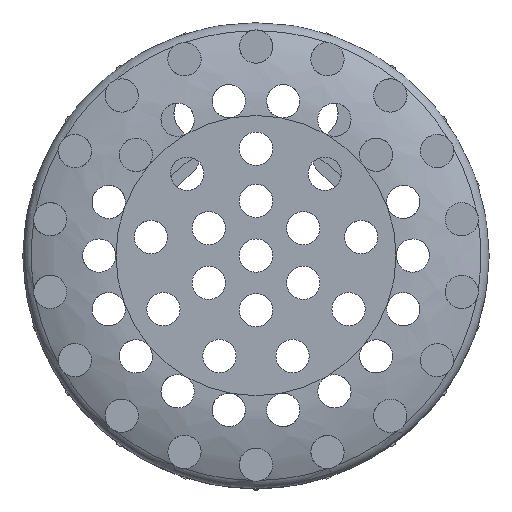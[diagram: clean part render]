
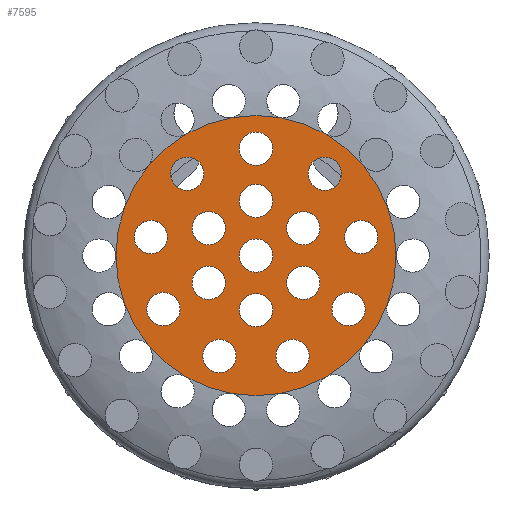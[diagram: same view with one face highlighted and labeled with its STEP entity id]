
A CAD part, top view. The second image highlights one B-rep face of the part: STEP entity #7595.
In plain terms, the highlighted planar face has unit normal (0, 0, 1).
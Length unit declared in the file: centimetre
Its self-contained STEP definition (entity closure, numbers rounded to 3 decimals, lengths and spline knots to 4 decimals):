
#106=FACE_BOUND('',#1292,.T.);
#107=FACE_BOUND('',#1293,.T.);
#108=FACE_BOUND('',#1294,.T.);
#109=FACE_BOUND('',#1295,.T.);
#110=FACE_BOUND('',#1296,.T.);
#111=FACE_BOUND('',#1297,.T.);
#112=FACE_BOUND('',#1298,.T.);
#113=FACE_BOUND('',#1299,.T.);
#114=FACE_BOUND('',#1300,.T.);
#115=FACE_BOUND('',#1301,.T.);
#116=FACE_BOUND('',#1302,.T.);
#117=FACE_BOUND('',#1303,.T.);
#118=FACE_BOUND('',#1304,.T.);
#119=FACE_BOUND('',#1305,.T.);
#120=FACE_BOUND('',#1306,.T.);
#121=FACE_BOUND('',#1307,.T.);
#224=PLANE('',#9441);
#815=FACE_OUTER_BOUND('',#1291,.T.);
#1291=EDGE_LOOP('',(#6938));
#1292=EDGE_LOOP('',(#6939));
#1293=EDGE_LOOP('',(#6940));
#1294=EDGE_LOOP('',(#6941));
#1295=EDGE_LOOP('',(#6942));
#1296=EDGE_LOOP('',(#6943));
#1297=EDGE_LOOP('',(#6944));
#1298=EDGE_LOOP('',(#6945));
#1299=EDGE_LOOP('',(#6946));
#1300=EDGE_LOOP('',(#6947));
#1301=EDGE_LOOP('',(#6948));
#1302=EDGE_LOOP('',(#6949));
#1303=EDGE_LOOP('',(#6950));
#1304=EDGE_LOOP('',(#6951));
#1305=EDGE_LOOP('',(#6952));
#1306=EDGE_LOOP('',(#6953));
#1307=EDGE_LOOP('',(#6954));
#1986=CIRCLE('',#9315,29.4808);
#1988=CIRCLE('',#9321,3.5);
#1990=CIRCLE('',#9324,3.5);
#1996=CIRCLE('',#9337,3.5);
#1998=CIRCLE('',#9342,3.5);
#2000=CIRCLE('',#9345,3.5);
#2002=CIRCLE('',#9348,3.5);
#2004=CIRCLE('',#9351,3.5);
#2006=CIRCLE('',#9354,3.5);
#2008=CIRCLE('',#9357,3.5);
#2010=CIRCLE('',#9360,3.5);
#2012=CIRCLE('',#9363,3.5);
#2014=CIRCLE('',#9368,3.5);
#2016=CIRCLE('',#9371,3.5);
#2018=CIRCLE('',#9375,3.5);
#2020=CIRCLE('',#9379,3.5);
#2022=CIRCLE('',#9382,3.5);
#2777=VERTEX_POINT('',#17761);
#2823=VERTEX_POINT('',#19127);
#2825=VERTEX_POINT('',#19133);
#2837=VERTEX_POINT('',#19371);
#2843=VERTEX_POINT('',#19489);
#2845=VERTEX_POINT('',#19495);
#2847=VERTEX_POINT('',#19501);
#2849=VERTEX_POINT('',#19507);
#2851=VERTEX_POINT('',#19513);
#2853=VERTEX_POINT('',#19519);
#2855=VERTEX_POINT('',#19525);
#2857=VERTEX_POINT('',#19531);
#2863=VERTEX_POINT('',#19645);
#2865=VERTEX_POINT('',#19651);
#2869=VERTEX_POINT('',#19713);
#2873=VERTEX_POINT('',#19775);
#2875=VERTEX_POINT('',#19781);
#4029=EDGE_CURVE('',#2777,#2777,#1986,.T.);
#4089=EDGE_CURVE('',#2823,#2823,#1988,.T.);
#4092=EDGE_CURVE('',#2825,#2825,#1990,.T.);
#4113=EDGE_CURVE('',#2837,#2837,#1996,.T.);
#4122=EDGE_CURVE('',#2843,#2843,#1998,.T.);
#4125=EDGE_CURVE('',#2845,#2845,#2000,.T.);
#4128=EDGE_CURVE('',#2847,#2847,#2002,.T.);
#4131=EDGE_CURVE('',#2849,#2849,#2004,.T.);
#4134=EDGE_CURVE('',#2851,#2851,#2006,.T.);
#4137=EDGE_CURVE('',#2853,#2853,#2008,.T.);
#4140=EDGE_CURVE('',#2855,#2855,#2010,.T.);
#4143=EDGE_CURVE('',#2857,#2857,#2012,.T.);
#4152=EDGE_CURVE('',#2863,#2863,#2014,.T.);
#4155=EDGE_CURVE('',#2865,#2865,#2016,.T.);
#4161=EDGE_CURVE('',#2869,#2869,#2018,.T.);
#4167=EDGE_CURVE('',#2873,#2873,#2020,.T.);
#4170=EDGE_CURVE('',#2875,#2875,#2022,.T.);
#6938=ORIENTED_EDGE('',*,*,#4029,.F.);
#6939=ORIENTED_EDGE('',*,*,#4089,.T.);
#6940=ORIENTED_EDGE('',*,*,#4092,.T.);
#6941=ORIENTED_EDGE('',*,*,#4113,.T.);
#6942=ORIENTED_EDGE('',*,*,#4122,.T.);
#6943=ORIENTED_EDGE('',*,*,#4125,.T.);
#6944=ORIENTED_EDGE('',*,*,#4128,.T.);
#6945=ORIENTED_EDGE('',*,*,#4131,.T.);
#6946=ORIENTED_EDGE('',*,*,#4134,.T.);
#6947=ORIENTED_EDGE('',*,*,#4137,.T.);
#6948=ORIENTED_EDGE('',*,*,#4140,.T.);
#6949=ORIENTED_EDGE('',*,*,#4143,.T.);
#6950=ORIENTED_EDGE('',*,*,#4152,.T.);
#6951=ORIENTED_EDGE('',*,*,#4155,.T.);
#6952=ORIENTED_EDGE('',*,*,#4161,.T.);
#6953=ORIENTED_EDGE('',*,*,#4167,.T.);
#6954=ORIENTED_EDGE('',*,*,#4170,.T.);
#7595=ADVANCED_FACE('',(#815,#106,#107,#108,#109,#110,#111,#112,#113,#114,
#115,#116,#117,#118,#119,#120,#121),#224,.T.);
#9315=AXIS2_PLACEMENT_3D('',#17765,#11261,#11262);
#9321=AXIS2_PLACEMENT_3D('',#19129,#11277,#11278);
#9324=AXIS2_PLACEMENT_3D('',#19135,#11284,#11285);
#9337=AXIS2_PLACEMENT_3D('',#19373,#11315,#11316);
#9342=AXIS2_PLACEMENT_3D('',#19491,#11328,#11329);
#9345=AXIS2_PLACEMENT_3D('',#19497,#11335,#11336);
#9348=AXIS2_PLACEMENT_3D('',#19503,#11342,#11343);
#9351=AXIS2_PLACEMENT_3D('',#19509,#11349,#11350);
#9354=AXIS2_PLACEMENT_3D('',#19515,#11356,#11357);
#9357=AXIS2_PLACEMENT_3D('',#19521,#11363,#11364);
#9360=AXIS2_PLACEMENT_3D('',#19527,#11370,#11371);
#9363=AXIS2_PLACEMENT_3D('',#19533,#11377,#11378);
#9368=AXIS2_PLACEMENT_3D('',#19647,#11390,#11391);
#9371=AXIS2_PLACEMENT_3D('',#19653,#11397,#11398);
#9375=AXIS2_PLACEMENT_3D('',#19715,#11407,#11408);
#9379=AXIS2_PLACEMENT_3D('',#19777,#11417,#11418);
#9382=AXIS2_PLACEMENT_3D('',#19783,#11424,#11425);
#9441=AXIS2_PLACEMENT_3D('',#20838,#11560,#11561);
#11261=DIRECTION('center_axis',(0.,0.,
-1.));
#11262=DIRECTION('ref_axis',(0.,-1.,0.));
#11277=DIRECTION('center_axis',(0.,0.,
-1.));
#11278=DIRECTION('ref_axis',(1.,0.,0.));
#11284=DIRECTION('center_axis',(0.,0.,
-1.));
#11285=DIRECTION('ref_axis',(-1.,0.,0.));
#11315=DIRECTION('center_axis',(0.,0.,
-1.));
#11316=DIRECTION('ref_axis',(1.,0.,0.));
#11328=DIRECTION('center_axis',(0.,0.,
-1.));
#11329=DIRECTION('ref_axis',(0.,1.,0.));
#11335=DIRECTION('center_axis',(0.,0.,
-1.));
#11336=DIRECTION('ref_axis',(1.,0.,0.));
#11342=DIRECTION('center_axis',(0.,0.,
-1.));
#11343=DIRECTION('ref_axis',(0.,1.,0.));
#11349=DIRECTION('center_axis',(0.,0.,
-1.));
#11350=DIRECTION('ref_axis',(0.,1.,0.));
#11356=DIRECTION('center_axis',(0.,0.,
-1.));
#11357=DIRECTION('ref_axis',(-1.,0.,0.));
#11363=DIRECTION('center_axis',(0.,0.,
-1.));
#11364=DIRECTION('ref_axis',(1.,0.,0.));
#11370=DIRECTION('center_axis',(0.,0.,
-1.));
#11371=DIRECTION('ref_axis',(0.,1.,0.));
#11377=DIRECTION('center_axis',(0.,0.,
-1.));
#11378=DIRECTION('ref_axis',(-1.,0.,0.));
#11390=DIRECTION('center_axis',(0.,0.,
-1.));
#11391=DIRECTION('ref_axis',(-1.,0.,0.));
#11397=DIRECTION('center_axis',(0.,0.,
-1.));
#11398=DIRECTION('ref_axis',(1.,0.,0.));
#11407=DIRECTION('center_axis',(0.,0.,
-1.));
#11408=DIRECTION('ref_axis',(1.,0.,0.));
#11417=DIRECTION('center_axis',(0.,0.,
-1.));
#11418=DIRECTION('ref_axis',(0.,1.,0.));
#11424=DIRECTION('center_axis',(0.,0.,
-1.));
#11425=DIRECTION('ref_axis',(1.,0.,0.));
#11560=DIRECTION('center_axis',(0.,0.,
1.));
#11561=DIRECTION('ref_axis',(1.,0.,0.));
#17761=CARTESIAN_POINT('',(29.4808,0.,61.));
#17765=CARTESIAN_POINT('Origin',(0.,0.,61.));
#19127=CARTESIAN_POINT('',(-22.9856,-11.25,61.));
#19129=CARTESIAN_POINT('Origin',(-19.4856,-11.25,61.));
#19133=CARTESIAN_POINT('',(13.4593,-5.75,61.));
#19135=CARTESIAN_POINT('Origin',(9.9593,-5.75,61.));
#19371=CARTESIAN_POINT('',(-11.1955,-21.1431,61.));
#19373=CARTESIAN_POINT('Origin',(-7.6955,-21.1431,61.));
#19489=CARTESIAN_POINT('',(0.,8.,61.));
#19491=CARTESIAN_POINT('Origin',(0.,11.5,61.));
#19495=CARTESIAN_POINT('',(-3.5,-11.5,61.));
#19497=CARTESIAN_POINT('Origin',(0.,-11.5,61.));
#19501=CARTESIAN_POINT('',(-22.1582,0.4071,61.));
#19503=CARTESIAN_POINT('Origin',(-22.1582,3.9071,61.));
#19507=CARTESIAN_POINT('',(-9.9593,-9.25,61.));
#19509=CARTESIAN_POINT('Origin',(-9.9593,-5.75,61.));
#19513=CARTESIAN_POINT('',(13.4593,5.75,61.));
#19515=CARTESIAN_POINT('Origin',(9.9593,5.75,61.));
#19519=CARTESIAN_POINT('',(-3.5,22.5,61.));
#19521=CARTESIAN_POINT('Origin',(0.,22.5,61.));
#19525=CARTESIAN_POINT('',(19.4856,-14.75,61.));
#19527=CARTESIAN_POINT('Origin',(19.4856,-11.25,61.));
#19531=CARTESIAN_POINT('',(11.1955,-21.1431,61.));
#19533=CARTESIAN_POINT('Origin',(7.6955,-21.1431,61.));
#19645=CARTESIAN_POINT('',(-6.4593,5.75,61.));
#19647=CARTESIAN_POINT('Origin',(-9.9593,5.75,61.));
#19651=CARTESIAN_POINT('',(10.9627,17.236,61.));
#19653=CARTESIAN_POINT('Origin',(14.4627,17.236,61.));
#19713=CARTESIAN_POINT('',(-17.9627,17.236,61.));
#19715=CARTESIAN_POINT('Origin',(-14.4627,17.236,61.));
#19775=CARTESIAN_POINT('',(22.1582,0.4071,61.));
#19777=CARTESIAN_POINT('Origin',(22.1582,3.9071,61.));
#19781=CARTESIAN_POINT('',(-3.5,0.,61.));
#19783=CARTESIAN_POINT('Origin',(0.,0.,61.));
#20838=CARTESIAN_POINT('Origin',(0.,-14.7404,
61.));
